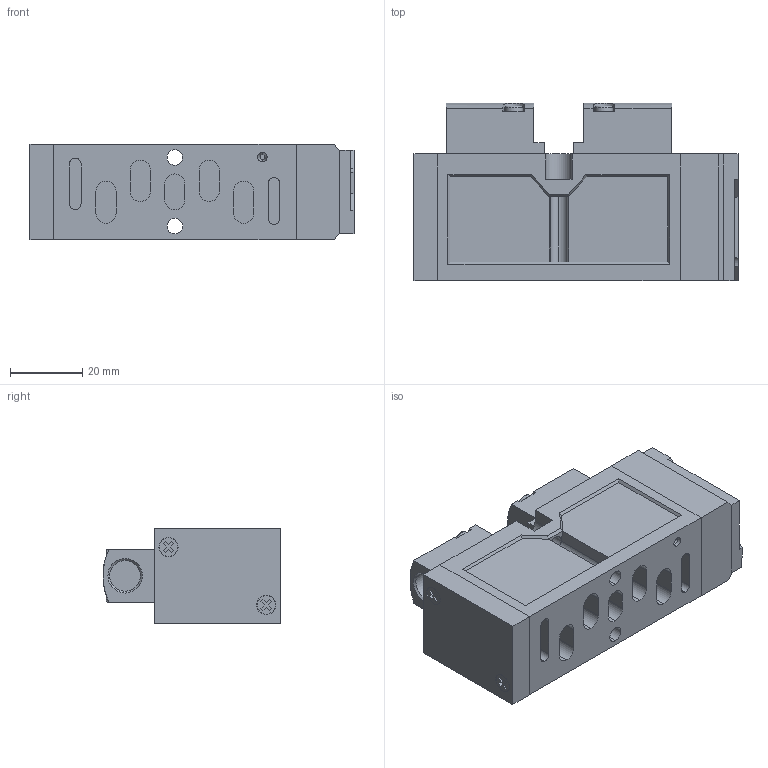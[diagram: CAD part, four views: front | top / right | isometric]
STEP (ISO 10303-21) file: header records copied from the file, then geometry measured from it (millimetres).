
FILE_DESCRIPTION (( 'STEP AP203' ), '1' );
FILE_NAME ('SIP311.STEP', '2016-01-13T02:52:03', ( 'yrd8' ), ( 'Hewlett-Packard Company' ), 'SwSTEP 2.0', 'SolidWorks 2008', '' );
FILE_SCHEMA (( 'CONFIG_CONTROL_DESIGN' ));
Length unit declared in the file: millimetre
Products named in the file (6): SIP311; SIP300 Body; SIP300 Pilot_ル遽; SIP300 Semi_ル遽; SIP300 Semi Cover_ル遽; SIP300 Body Cover_ル遽
Assembly tree (6 placements, depth 2):
  SIP311
    SIP300 Pilot_ル遽  x2
    SIP300 Body
    SIP300 Body Cover_ル遽
    SIP300 Semi_ル遽
    SIP300 Semi Cover_ル遽
Bounding box: 89.5 x 49.03 x 26.5 mm (x, y, z)
Volume: 82311.9 mm3; surface area: 25680.1 mm2
Topology: 6 solids, 6 shells, 333 faces, 845 edges, 554 vertices
Faces by surface type: plane 240, cylinder 79, torus 8, cone 6
Entity records: 8979 total; most frequent: CARTESIAN_POINT 1504, DIRECTION 1423, ORIENTED_EDGE 1394, EDGE_CURVE 697, LINE 537, VECTOR 537, VERTEX_POINT 458, AXIS2_PLACEMENT_3D 443
